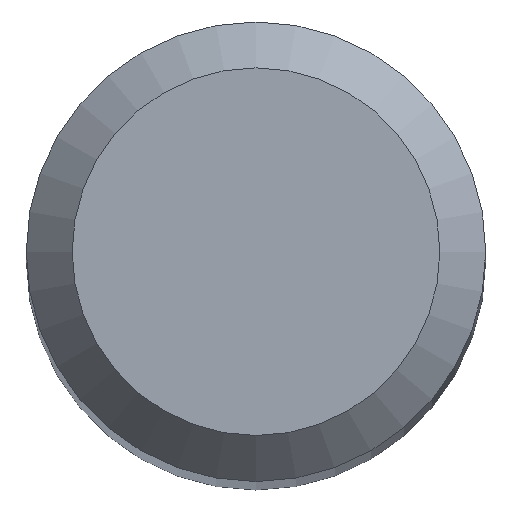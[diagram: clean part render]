
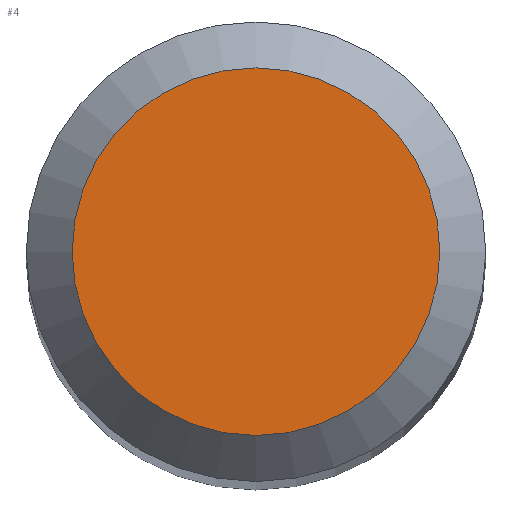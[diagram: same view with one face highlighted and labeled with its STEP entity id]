
A CAD part, top view. The second image highlights one B-rep face of the part: STEP entity #4.
In plain terms, the highlighted planar face has unit normal (0, 0, 1).
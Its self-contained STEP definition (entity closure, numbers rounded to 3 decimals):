
#4 = ADVANCED_FACE ( 'NONE', ( #114 ), #175, .F. ) ;
#8 = DIRECTION ( 'NONE',  ( 0., 0., -1. ) ) ;
#21 = DIRECTION ( 'NONE',  ( 0., 1., 0. ) ) ;
#46 = CARTESIAN_POINT ( 'NONE',  ( 0., 1.2, 38. ) ) ;
#56 = CARTESIAN_POINT ( 'NONE',  ( 0., 0., 38. ) ) ;
#93 = DIRECTION ( 'NONE',  ( 0., 0., -1. ) ) ;
#114 = FACE_OUTER_BOUND ( 'NONE', #157, .T. ) ;
#117 = AXIS2_PLACEMENT_3D ( 'NONE', #56, #93, #177 ) ;
#139 = ORIENTED_EDGE ( 'NONE', *, *, #146, .F. ) ;
#146 = EDGE_CURVE ( 'NONE', #205, #205, #207, .T. ) ;
#157 = EDGE_LOOP ( 'NONE', ( #139 ) ) ;
#165 = CARTESIAN_POINT ( 'NONE',  ( 0., 0., 38. ) ) ;
#175 = PLANE ( 'NONE',  #117 ) ;
#177 = DIRECTION ( 'NONE',  ( 0., 1., 0. ) ) ;
#205 = VERTEX_POINT ( 'NONE', #46 ) ;
#207 = CIRCLE ( 'NONE', #243, 1.2 ) ;
#243 = AXIS2_PLACEMENT_3D ( 'NONE', #165, #8, #21 ) ;
